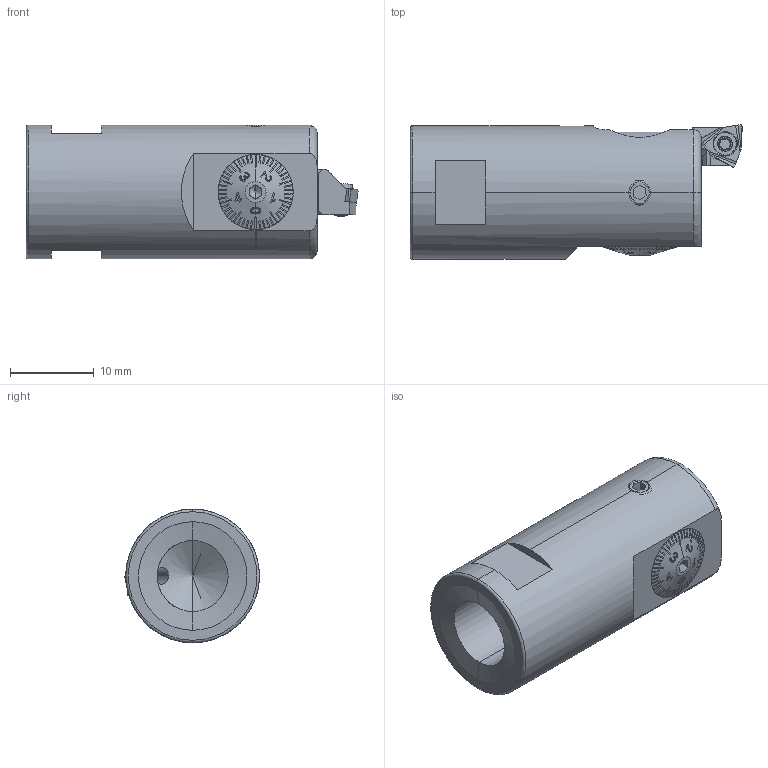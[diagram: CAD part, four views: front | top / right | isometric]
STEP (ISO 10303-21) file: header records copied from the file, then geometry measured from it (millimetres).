
FILE_DESCRIPTION (( 'STEP AP203' ), '1' );
FILE_NAME ('HS0.F16.K11.040.STEP', '2013-09-23T06:07:19', ( 'baer' ), ( 'Hewlett-Packard Company' ), 'SwSTEP 2.0', 'SolidWorks 2012', '' );
FILE_SCHEMA (( 'CONFIG_CONTROL_DESIGN' ));
Length unit declared in the file: millimetre
Products named in the file (16): F16-BG3.001.008_A; F16-BG3.003.005_A; F16-BG1.001.009_B; HS0-F16.K11.040_A; HS0.F16.K11.040; F14-WWA.001.004; WWA-ER2.001.004_A; WWA-U02.001.002; F14-WWA.001.004_C; ISO 14581 - M2.5x4; ISO 4766 - M3 x 2.5; ISO 2338 - 1 h8 x 4; F16-BG4.001.000_A; DIN 3771 - 8x0.5; F14-BG2.001.000_A; Zylinderstift ISO 2338 - 1.5 h8 x 1.5
Assembly tree (17 placements, depth 3):
  HS0.F16.K11.040
    HS0-F16.K11.040_A
    F16-BG1.001.009_B
    F16-BG3.003.005_A
    F16-BG3.001.008_A
    Zylinderstift ISO 2338 - 1.5 h8 x 1.5  x2
    F14-BG2.001.000_A
    DIN 3771 - 8x0.5
    F16-BG4.001.000_A
    ISO 2338 - 1 h8 x 4
    ISO 4766 - M3 x 2.5
    ISO 14581 - M2.5x4
    F14-WWA.001.004
      F14-WWA.001.004_C
      WWA-U02.001.002
      WWA-ER2.001.004_A
    WWA-ER2.001.004_A
Bounding box: 39.76 x 16.15 x 16 mm (x, y, z)
Volume: 5933.1 mm3; surface area: 4879.5 mm2
Topology: 16 solids, 16 shells, 697 faces, 1858 edges, 1200 vertices
Faces by surface type: plane 409, cylinder 149, cone 71, bspline 35, torus 33
Entity records: 24408 total; most frequent: CARTESIAN_POINT 6861, ORIENTED_EDGE 3518, DIRECTION 3000, EDGE_CURVE 1759, VERTEX_POINT 1144, AXIS2_PLACEMENT_3D 1030, LINE 940, VECTOR 940
